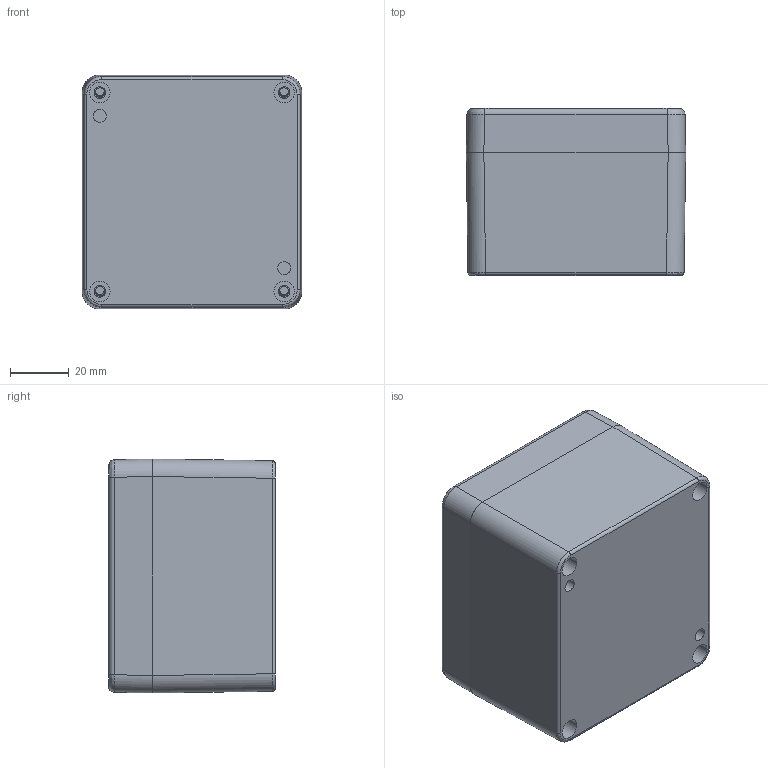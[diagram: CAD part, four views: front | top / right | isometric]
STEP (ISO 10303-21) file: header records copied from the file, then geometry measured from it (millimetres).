
FILE_DESCRIPTION((''),'2;1');
FILE_NAME('CA-130_ASM','2010-03-30T',('M.Fehring'),(''),'PRO/ENGINEER BY PARAMETRIC TECHNOLOGY CORPORATION, 2005070','PRO/ENGINEER BY PARAMETRIC TECHNOLOGY CORPORATION, 2005070','');
FILE_SCHEMA(('AUTOMOTIVE_DESIGN_CC2 { 1 2 10303 214 -1 1 5 2 }'));
Length unit declared in the file: millimetre
Products named in the file (7): CA-130_UT_PRT; 9261104000; CA-130_UT_ASM; CA-130_CA-140_DE_PRT; CA-130_CA-140_DE_ASM; 9261013000; CA-130_ASM
Assembly tree (11 placements, depth 3):
  CA-130_ASM
    CA-130_UT_ASM
      CA-130_UT_PRT
      9261104000  x2
    CA-130_CA-140_DE_ASM
      CA-130_CA-140_DE_PRT
      9261104000
    9261013000  x4
Bounding box: 75 x 57 x 80 mm (x, y, z)
Volume: 109809.4 mm3; surface area: 66279.3 mm2
Topology: 12 solids, 29 shells, 757 faces, 2018 edges, 1290 vertices
Faces by surface type: plane 325, cylinder 257, cone 136, bspline 22, torus 17
Entity records: 18402 total; most frequent: CARTESIAN_POINT 4287, DIRECTION 2247, ORIENTED_EDGE 2144, PRESENTATION_STYLE_ASSIGNMENT 1113, STYLED_ITEM 1113, CURVE_STYLE 1096, EDGE_CURVE 1096, AXIS2_PLACEMENT_3D 878
